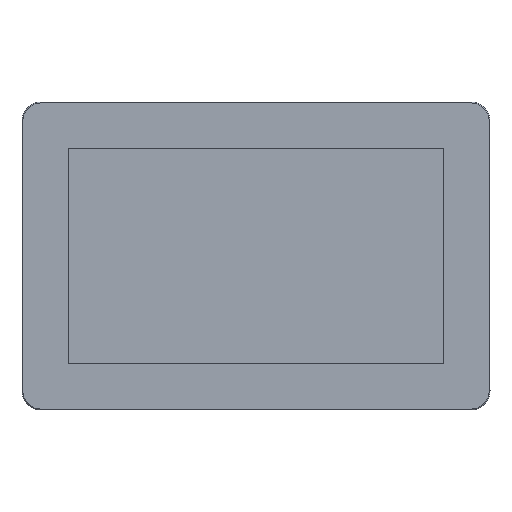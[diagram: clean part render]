
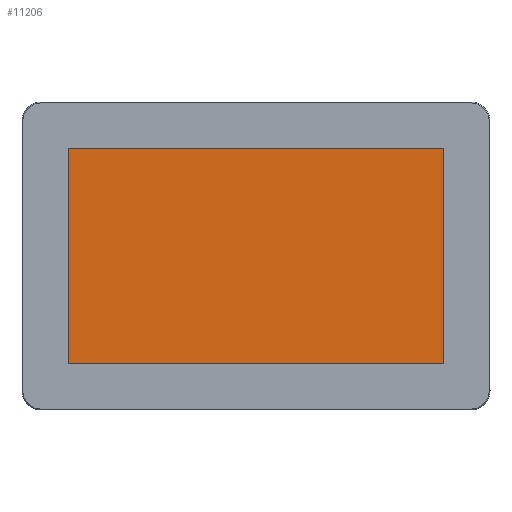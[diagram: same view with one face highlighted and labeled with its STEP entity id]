
A CAD part, top view. The second image highlights one B-rep face of the part: STEP entity #11206.
In plain terms, the highlighted planar face has unit normal (0, 0, 1).
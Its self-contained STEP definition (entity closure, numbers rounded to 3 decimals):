
#497=FACE_OUTER_BOUND('',#1181,.T.);
#1181=EDGE_LOOP('',(#7443,#7444,#7445,#7446));
#1869=LINE('',#16170,#3343);
#1872=LINE('',#16176,#3346);
#1875=LINE('',#16182,#3349);
#1878=LINE('',#16186,#3352);
#3343=VECTOR('',#13107,10.);
#3346=VECTOR('',#13112,10.);
#3349=VECTOR('',#13117,10.);
#3352=VECTOR('',#13122,10.);
#4817=VERTEX_POINT('',#16167);
#4818=VERTEX_POINT('',#16169);
#4820=VERTEX_POINT('',#16175);
#4822=VERTEX_POINT('',#16181);
#5853=EDGE_CURVE('',#4818,#4817,#1869,.T.);
#5856=EDGE_CURVE('',#4820,#4818,#1872,.T.);
#5859=EDGE_CURVE('',#4822,#4820,#1875,.T.);
#5862=EDGE_CURVE('',#4817,#4822,#1878,.T.);
#7443=ORIENTED_EDGE('',*,*,#5862,.T.);
#7444=ORIENTED_EDGE('',*,*,#5859,.T.);
#7445=ORIENTED_EDGE('',*,*,#5856,.T.);
#7446=ORIENTED_EDGE('',*,*,#5853,.T.);
#10583=PLANE('',#12308);
#11206=ADVANCED_FACE('',(#497),#10583,.T.);
#12308=AXIS2_PLACEMENT_3D('',#16187,#13123,#13124);
#13107=DIRECTION('',(-1.,0.,0.));
#13112=DIRECTION('',(0.,1.,0.));
#13117=DIRECTION('',(1.,0.,0.));
#13122=DIRECTION('',(0.,-1.,0.));
#13123=DIRECTION('center_axis',(0.,0.,1.));
#13124=DIRECTION('ref_axis',(1.,0.,0.));
#16167=CARTESIAN_POINT('',(33.215,84.081,0.7));
#16169=CARTESIAN_POINT('',(129.755,84.081,0.7));
#16170=CARTESIAN_POINT('',(129.755,84.081,0.7));
#16175=CARTESIAN_POINT('',(129.755,28.721,0.7));
#16176=CARTESIAN_POINT('',(129.755,28.721,0.7));
#16181=CARTESIAN_POINT('',(33.215,28.721,0.7));
#16182=CARTESIAN_POINT('',(33.215,28.721,0.7));
#16186=CARTESIAN_POINT('',(33.215,84.081,0.7));
#16187=CARTESIAN_POINT('Origin',(81.485,56.401,0.7));
